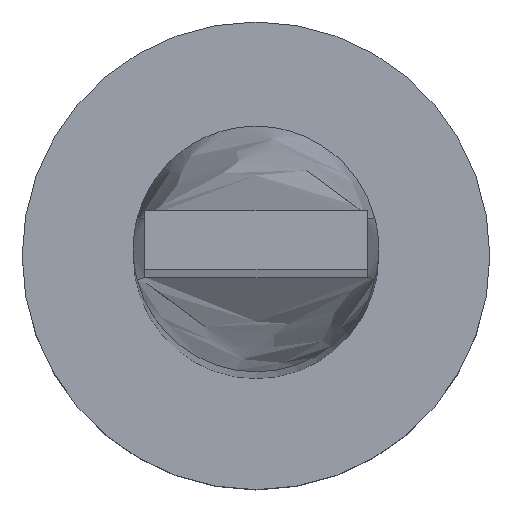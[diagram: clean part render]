
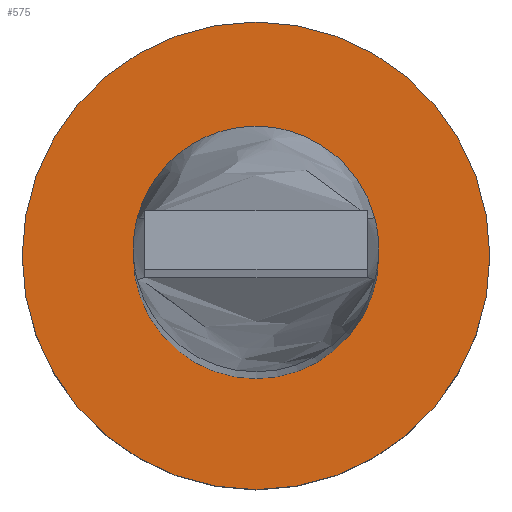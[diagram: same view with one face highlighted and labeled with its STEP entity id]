
A CAD part, top view. The second image highlights one B-rep face of the part: STEP entity #575.
In plain terms, the highlighted planar face has unit normal (0, 0, 1).
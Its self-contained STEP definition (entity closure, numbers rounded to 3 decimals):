
#18 = DIRECTION ( 'NONE',  ( 0., 0., 1. ) ) ;
#34 = VERTEX_POINT ( 'NONE', #460 ) ;
#40 = DIRECTION ( 'NONE',  ( 1., 0., 0. ) ) ;
#45 = EDGE_LOOP ( 'NONE', ( #298, #288 ) ) ;
#73 = DIRECTION ( 'NONE',  ( 0., 0., 1. ) ) ;
#74 = EDGE_CURVE ( 'NONE', #34, #534, #547, .T. ) ;
#115 = ORIENTED_EDGE ( 'NONE', *, *, #383, .T. ) ;
#121 = FACE_BOUND ( 'NONE', #45, .T. ) ;
#122 = CARTESIAN_POINT ( 'NONE',  ( 0., 0., 3. ) ) ;
#154 = VERTEX_POINT ( 'NONE', #569 ) ;
#159 = AXIS2_PLACEMENT_3D ( 'NONE', #122, #73, #245 ) ;
#186 = CARTESIAN_POINT ( 'NONE',  ( 0., 0., 3. ) ) ;
#238 = DIRECTION ( 'NONE',  ( 1., 0., 0. ) ) ;
#244 = DIRECTION ( 'NONE',  ( 1., 0., 0. ) ) ;
#245 = DIRECTION ( 'NONE',  ( 1., 0., 0. ) ) ;
#288 = ORIENTED_EDGE ( 'NONE', *, *, #74, .F. ) ;
#289 = FACE_OUTER_BOUND ( 'NONE', #332, .T. ) ;
#298 = ORIENTED_EDGE ( 'NONE', *, *, #529, .F. ) ;
#301 = CIRCLE ( 'NONE', #159, 4. ) ;
#326 = VERTEX_POINT ( 'NONE', #329 ) ;
#329 = CARTESIAN_POINT ( 'NONE',  ( -4., 0., 3. ) ) ;
#332 = EDGE_LOOP ( 'NONE', ( #115, #517 ) ) ;
#336 = AXIS2_PLACEMENT_3D ( 'NONE', #566, #343, #40 ) ;
#343 = DIRECTION ( 'NONE',  ( 0., 0., 1. ) ) ;
#346 = DIRECTION ( 'NONE',  ( 0., 0., 1. ) ) ;
#369 = DIRECTION ( 'NONE',  ( 1., 0., 0. ) ) ;
#383 = EDGE_CURVE ( 'NONE', #326, #154, #301, .T. ) ;
#393 = PLANE ( 'NONE',  #541 ) ;
#396 = CIRCLE ( 'NONE', #336, 4. ) ;
#428 = CARTESIAN_POINT ( 'NONE',  ( 0., 0., 3. ) ) ;
#460 = CARTESIAN_POINT ( 'NONE',  ( 2.1, 0., 3. ) ) ;
#461 = DIRECTION ( 'NONE',  ( 0., 0., 1. ) ) ;
#472 = CARTESIAN_POINT ( 'NONE',  ( 0., 0., 3. ) ) ;
#479 = AXIS2_PLACEMENT_3D ( 'NONE', #472, #461, #238 ) ;
#510 = AXIS2_PLACEMENT_3D ( 'NONE', #186, #18, #369 ) ;
#511 = CARTESIAN_POINT ( 'NONE',  ( -2.1, 0., 3. ) ) ;
#517 = ORIENTED_EDGE ( 'NONE', *, *, #570, .T. ) ;
#529 = EDGE_CURVE ( 'NONE', #534, #34, #550, .T. ) ;
#534 = VERTEX_POINT ( 'NONE', #511 ) ;
#541 = AXIS2_PLACEMENT_3D ( 'NONE', #428, #346, #244 ) ;
#547 = CIRCLE ( 'NONE', #510, 2.1 ) ;
#550 = CIRCLE ( 'NONE', #479, 2.1 ) ;
#566 = CARTESIAN_POINT ( 'NONE',  ( 0., 0., 3. ) ) ;
#569 = CARTESIAN_POINT ( 'NONE',  ( 4., 0., 3. ) ) ;
#570 = EDGE_CURVE ( 'NONE', #154, #326, #396, .T. ) ;
#575 = ADVANCED_FACE ( 'NONE', ( #121, #289 ), #393, .T. ) ;
